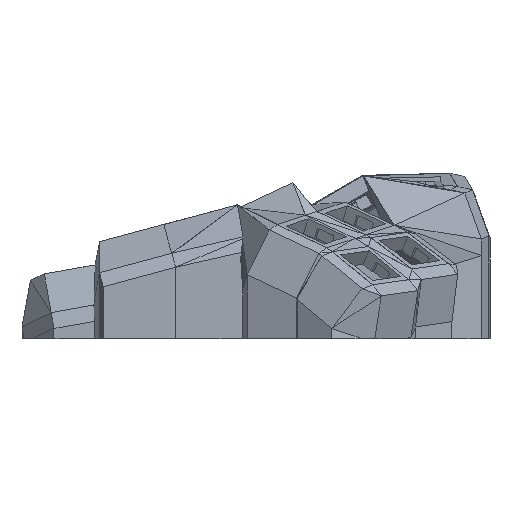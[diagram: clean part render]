
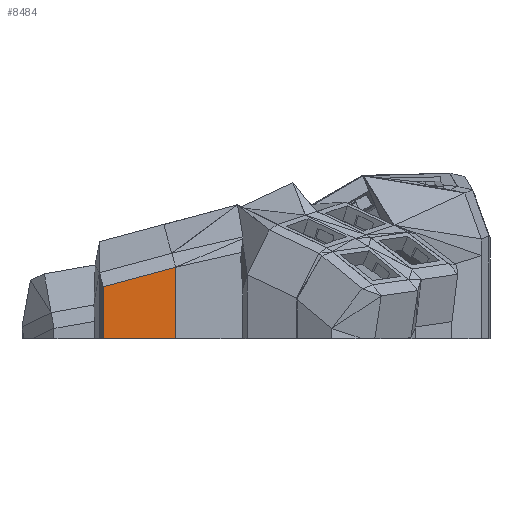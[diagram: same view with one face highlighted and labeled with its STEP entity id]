
A CAD part, front view. The second image highlights one B-rep face of the part: STEP entity #8484.
In plain terms, the highlighted planar face has unit normal (0, -1, 0).
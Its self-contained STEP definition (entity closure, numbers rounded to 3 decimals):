
#100 = PLANE('',#101);
#101 = AXIS2_PLACEMENT_3D('',#102,#103,#104);
#102 = CARTESIAN_POINT('',(175.,-175.,0.));
#103 = DIRECTION('',(0.,0.,1.));
#104 = DIRECTION('',(1.,0.,0.));
#1700 = VERTEX_POINT('',#1701);
#1701 = CARTESIAN_POINT('',(6.485,-69.339,0.));
#1715 = PLANE('',#1716);
#1716 = AXIS2_PLACEMENT_3D('',#1717,#1718,#1719);
#1717 = CARTESIAN_POINT('',(14.962,-69.229,
    1.781));
#1718 = DIRECTION('',(0.013,-1.,
    0.));
#1719 = DIRECTION('',(-1.,-0.013,
    0.));
#1727 = EDGE_CURVE('',#1728,#1700,#1730,.T.);
#1728 = VERTEX_POINT('',#1729);
#1729 = CARTESIAN_POINT('',(-15.586,-69.339,0.));
#1730 = SURFACE_CURVE('',#1731,(#1735,#1742),.PCURVE_S1.);
#1731 = LINE('',#1732,#1733);
#1732 = CARTESIAN_POINT('',(-15.586,-69.339,0.));
#1733 = VECTOR('',#1734,1.);
#1734 = DIRECTION('',(1.,-0.,-0.));
#1735 = PCURVE('',#100,#1736);
#1736 = DEFINITIONAL_REPRESENTATION('',(#1737),#1741);
#1737 = LINE('',#1738,#1739);
#1738 = CARTESIAN_POINT('',(-190.586,105.661));
#1739 = VECTOR('',#1740,1.);
#1740 = DIRECTION('',(1.,-0.));
#1741 = ( GEOMETRIC_REPRESENTATION_CONTEXT(2) 
PARAMETRIC_REPRESENTATION_CONTEXT() REPRESENTATION_CONTEXT('2D SPACE',''
  ) );
#1742 = PCURVE('',#1743,#1748);
#1743 = PLANE('',#1744);
#1744 = AXIS2_PLACEMENT_3D('',#1745,#1746,#1747);
#1745 = CARTESIAN_POINT('',(-7.815,-69.339,
    8.387));
#1746 = DIRECTION('',(-0.,1.,-0.));
#1747 = DIRECTION('',(0.,0.,-1.));
#1748 = DEFINITIONAL_REPRESENTATION('',(#1749),#1753);
#1749 = LINE('',#1750,#1751);
#1750 = CARTESIAN_POINT('',(8.387,7.771));
#1751 = VECTOR('',#1752,1.);
#1752 = DIRECTION('',(-0.,-1.));
#1753 = ( GEOMETRIC_REPRESENTATION_CONTEXT(2) 
PARAMETRIC_REPRESENTATION_CONTEXT() REPRESENTATION_CONTEXT('2D SPACE',''
  ) );
#1771 = PLANE('',#1772);
#1772 = AXIS2_PLACEMENT_3D('',#1773,#1774,#1775);
#1773 = CARTESIAN_POINT('',(-15.887,-68.667,
    2.263));
#1774 = DIRECTION('',(-0.913,-0.409,-0.));
#1775 = DIRECTION('',(0.409,-0.913,0.));
#4646 = EDGE_CURVE('',#1700,#4647,#4649,.T.);
#4647 = VERTEX_POINT('',#4648);
#4648 = CARTESIAN_POINT('',(6.485,-69.339,
    21.763));
#4649 = SURFACE_CURVE('',#4650,(#4654,#4661),.PCURVE_S1.);
#4650 = LINE('',#4651,#4652);
#4651 = CARTESIAN_POINT('',(6.485,-69.339,-10.));
#4652 = VECTOR('',#4653,1.);
#4653 = DIRECTION('',(-0.,-0.,1.));
#4654 = PCURVE('',#1715,#4655);
#4655 = DEFINITIONAL_REPRESENTATION('',(#4656),#4660);
#4656 = LINE('',#4657,#4658);
#4657 = CARTESIAN_POINT('',(8.477,11.781));
#4658 = VECTOR('',#4659,1.);
#4659 = DIRECTION('',(-0.,-1.));
#4660 = ( GEOMETRIC_REPRESENTATION_CONTEXT(2) 
PARAMETRIC_REPRESENTATION_CONTEXT() REPRESENTATION_CONTEXT('2D SPACE',''
  ) );
#4661 = PCURVE('',#1743,#4662);
#4662 = DEFINITIONAL_REPRESENTATION('',(#4663),#4667);
#4663 = LINE('',#4664,#4665);
#4664 = CARTESIAN_POINT('',(18.387,-14.3));
#4665 = VECTOR('',#4666,1.);
#4666 = DIRECTION('',(-1.,0.));
#4667 = ( GEOMETRIC_REPRESENTATION_CONTEXT(2) 
PARAMETRIC_REPRESENTATION_CONTEXT() REPRESENTATION_CONTEXT('2D SPACE',''
  ) );
#8484 = ADVANCED_FACE('',(#8485),#1743,.F.);
#8485 = FACE_BOUND('',#8486,.T.);
#8486 = EDGE_LOOP('',(#8487,#8488,#8516,#8537));
#8487 = ORIENTED_EDGE('',*,*,#4646,.T.);
#8488 = ORIENTED_EDGE('',*,*,#8489,.F.);
#8489 = EDGE_CURVE('',#8490,#4647,#8492,.T.);
#8490 = VERTEX_POINT('',#8491);
#8491 = CARTESIAN_POINT('',(-15.586,-69.339,
    15.849));
#8492 = SURFACE_CURVE('',#8493,(#8497,#8504),.PCURVE_S1.);
#8493 = LINE('',#8494,#8495);
#8494 = CARTESIAN_POINT('',(-15.586,-69.339,
    15.849));
#8495 = VECTOR('',#8496,1.);
#8496 = DIRECTION('',(0.966,-0.,0.259));
#8497 = PCURVE('',#1743,#8498);
#8498 = DEFINITIONAL_REPRESENTATION('',(#8499),#8503);
#8499 = LINE('',#8500,#8501);
#8500 = CARTESIAN_POINT('',(-7.462,7.771));
#8501 = VECTOR('',#8502,1.);
#8502 = DIRECTION('',(-0.259,-0.966));
#8503 = ( GEOMETRIC_REPRESENTATION_CONTEXT(2) 
PARAMETRIC_REPRESENTATION_CONTEXT() REPRESENTATION_CONTEXT('2D SPACE',''
  ) );
#8504 = PCURVE('',#8505,#8510);
#8505 = PLANE('',#8506);
#8506 = AXIS2_PLACEMENT_3D('',#8507,#8508,#8509);
#8507 = CARTESIAN_POINT('',(-6.472,-67.497,21.594
    ));
#8508 = DIRECTION('',(0.129,0.866,-0.483));
#8509 = DIRECTION('',(0.,-0.487,-0.873
    ));
#8510 = DEFINITIONAL_REPRESENTATION('',(#8511),#8515);
#8511 = LINE('',#8512,#8513);
#8512 = CARTESIAN_POINT('',(5.915,9.191));
#8513 = VECTOR('',#8514,1.);
#8514 = DIRECTION('',(-0.226,-0.974));
#8515 = ( GEOMETRIC_REPRESENTATION_CONTEXT(2) 
PARAMETRIC_REPRESENTATION_CONTEXT() REPRESENTATION_CONTEXT('2D SPACE',''
  ) );
#8516 = ORIENTED_EDGE('',*,*,#8517,.T.);
#8517 = EDGE_CURVE('',#8490,#1728,#8518,.T.);
#8518 = SURFACE_CURVE('',#8519,(#8523,#8530),.PCURVE_S1.);
#8519 = LINE('',#8520,#8521);
#8520 = CARTESIAN_POINT('',(-15.586,-69.339,
    15.849));
#8521 = VECTOR('',#8522,1.);
#8522 = DIRECTION('',(-0.,-0.,-1.));
#8523 = PCURVE('',#1743,#8524);
#8524 = DEFINITIONAL_REPRESENTATION('',(#8525),#8529);
#8525 = LINE('',#8526,#8527);
#8526 = CARTESIAN_POINT('',(-7.462,7.771));
#8527 = VECTOR('',#8528,1.);
#8528 = DIRECTION('',(1.,-0.));
#8529 = ( GEOMETRIC_REPRESENTATION_CONTEXT(2) 
PARAMETRIC_REPRESENTATION_CONTEXT() REPRESENTATION_CONTEXT('2D SPACE',''
  ) );
#8530 = PCURVE('',#1771,#8531);
#8531 = DEFINITIONAL_REPRESENTATION('',(#8532),#8536);
#8532 = LINE('',#8533,#8534);
#8533 = CARTESIAN_POINT('',(0.736,13.585));
#8534 = VECTOR('',#8535,1.);
#8535 = DIRECTION('',(-0.,-1.));
#8536 = ( GEOMETRIC_REPRESENTATION_CONTEXT(2) 
PARAMETRIC_REPRESENTATION_CONTEXT() REPRESENTATION_CONTEXT('2D SPACE',''
  ) );
#8537 = ORIENTED_EDGE('',*,*,#1727,.T.);
